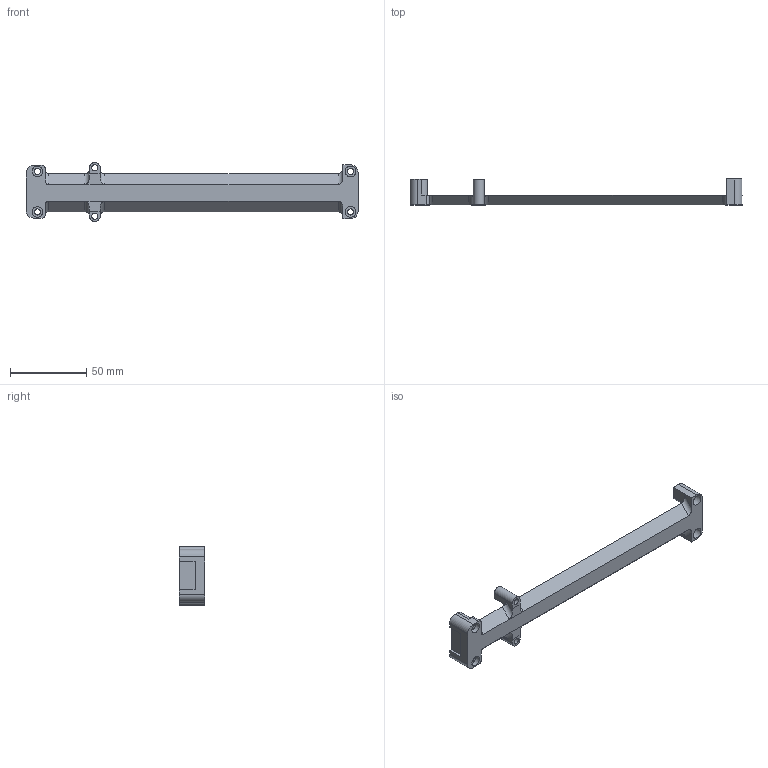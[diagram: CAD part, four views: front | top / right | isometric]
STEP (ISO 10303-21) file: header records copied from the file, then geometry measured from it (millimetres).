
FILE_DESCRIPTION(/* description */ (''),/* implementation_level */ '2;1');
FILE_NAME(/* name */ 'Y-Axis Rail Mount.step',/* time_stamp */ '2022-05-21T09:13:06-07:00',/* author */ (''),/* organization */ (''),/* preprocessor_version */ 'ST-DEVELOPER v18.1',/* originating_system */ 'Autodesk Translation Framework v10.14.0.1471',/* authorisation */ '');
FILE_SCHEMA (('AUTOMOTIVE_DESIGN { 1 0 10303 214 3 1 1 }'));
Length unit declared in the file: millimetre
Products named in the file (1): Y-Axis Rail Mount
Bounding box: 217.35 x 17 x 38.74 mm (x, y, z)
Volume: 25816.7 mm3; surface area: 18357.1 mm2
Topology: 1 solids, 1 shells, 212 faces, 583 edges, 381 vertices
Faces by surface type: cylinder 128, plane 63, bspline 21
Full cylindrical faces by diameter (mm): 2.93 x24, 3.599 x6, 3.6 x2, 4 x6, 7 x2
Entity records: 13712 total; most frequent: CARTESIAN_POINT 8692, ORIENTED_EDGE 1156, DIRECTION 844, EDGE_CURVE 578, VERTEX_POINT 381, AXIS2_PLACEMENT_3D 298, LINE 248, VECTOR 248
